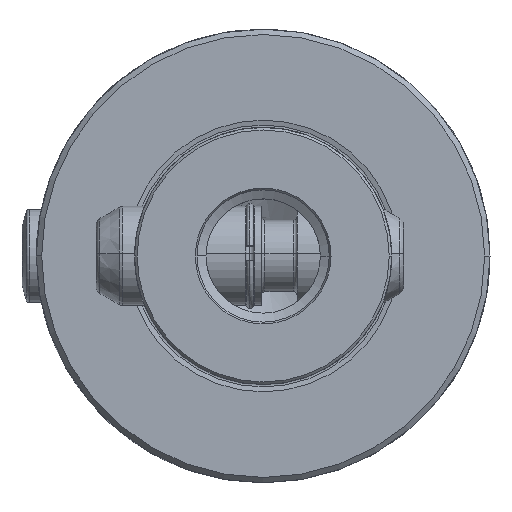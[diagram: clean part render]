
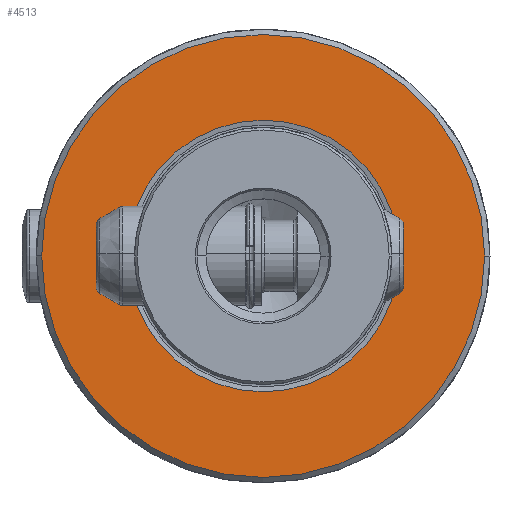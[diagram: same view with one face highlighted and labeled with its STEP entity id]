
A CAD part, left-side view. The second image highlights one B-rep face of the part: STEP entity #4513.
In plain terms, the highlighted planar face has unit normal (-1, 0, 0).
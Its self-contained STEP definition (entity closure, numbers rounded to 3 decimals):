
#122 = CARTESIAN_POINT ( 'NONE',  ( 0., -31., 0. ) ) ;
#123 = CARTESIAN_POINT ( 'NONE',  ( 0., 31., 0. ) ) ;
#124 = DIRECTION ( 'NONE',  ( 0., 0., 1. ) ) ;
#125 = DIRECTION ( 'NONE',  ( 1., 0., 0. ) ) ;
#126 = CARTESIAN_POINT ( 'NONE',  ( 0., 0., 0. ) ) ;
#127 = AXIS2_PLACEMENT_3D ( 'NONE', #126, #125, #124 ) ;
#128 = CIRCLE ( 'NONE', #127, 31. ) ;
#1036 = DIRECTION ( 'NONE',  ( 0., 0., 1. ) ) ;
#1037 = DIRECTION ( 'NONE',  ( -1., 0., 0. ) ) ;
#1038 = CARTESIAN_POINT ( 'NONE',  ( 0., 0., 0. ) ) ;
#1039 = AXIS2_PLACEMENT_3D ( 'NONE', #1038, #1037, #1036 ) ;
#1040 = CIRCLE ( 'NONE', #1039, 19.012 ) ;
#1224 = DIRECTION ( 'NONE',  ( 0., 0., 1. ) ) ;
#1225 = DIRECTION ( 'NONE',  ( 1., 0., 0. ) ) ;
#1226 = CARTESIAN_POINT ( 'NONE',  ( 0., 0., 0. ) ) ;
#1227 = AXIS2_PLACEMENT_3D ( 'NONE', #1226, #1225, #1224 ) ;
#1230 = CIRCLE ( 'NONE', #1227, 31. ) ;
#1336 = PLANE ( 'NONE',  #1337 ) ;
#1337 = AXIS2_PLACEMENT_3D ( 'NONE', #1424, #1423, #1422 ) ;
#1338 = FACE_OUTER_BOUND ( 'NONE', #4487, .T. ) ;
#1422 = DIRECTION ( 'NONE',  ( 0., 0., 1. ) ) ;
#1423 = DIRECTION ( 'NONE',  ( -1., 0., 0. ) ) ;
#1424 = CARTESIAN_POINT ( 'NONE',  ( 0., 18., 0. ) ) ;
#1466 = FACE_BOUND ( 'NONE', #4514, .T. ) ;
#2423 = CARTESIAN_POINT ( 'NONE',  ( 0., 19.012, 0. ) ) ;
#2525 = CARTESIAN_POINT ( 'NONE',  ( 0., -19.012, 0. ) ) ;
#2526 = DIRECTION ( 'NONE',  ( 0., 0., 1. ) ) ;
#2527 = DIRECTION ( 'NONE',  ( -1., 0., 0. ) ) ;
#2528 = CARTESIAN_POINT ( 'NONE',  ( 0., 0., 0. ) ) ;
#2529 = AXIS2_PLACEMENT_3D ( 'NONE', #2528, #2527, #2526 ) ;
#2530 = CIRCLE ( 'NONE', #2529, 19.012 ) ;
#4134 = EDGE_CURVE ( 'NONE', #4135, #4136, #128, .T. ) ;
#4135 = VERTEX_POINT ( 'NONE', #123 ) ;
#4136 = VERTEX_POINT ( 'NONE', #122 ) ;
#4396 = VERTEX_POINT ( 'NONE', #2423 ) ;
#4398 = EDGE_CURVE ( 'NONE', #4396, #4399, #2530, .T. ) ;
#4399 = VERTEX_POINT ( 'NONE', #2525 ) ;
#4433 = EDGE_CURVE ( 'NONE', #4399, #4396, #1040, .T. ) ;
#4486 = ORIENTED_EDGE ( 'NONE', *, *, #4398, .F. ) ;
#4487 = EDGE_LOOP ( 'NONE', ( #4488, #4489 ) ) ;
#4488 = ORIENTED_EDGE ( 'NONE', *, *, #4134, .F. ) ;
#4489 = ORIENTED_EDGE ( 'NONE', *, *, #4490, .F. ) ;
#4490 = EDGE_CURVE ( 'NONE', #4136, #4135, #1230, .T. ) ;
#4513 = ADVANCED_FACE ( 'NONE', ( #1466, #1338 ), #1336, .T. ) ;
#4514 = EDGE_LOOP ( 'NONE', ( #4515, #4486 ) ) ;
#4515 = ORIENTED_EDGE ( 'NONE', *, *, #4433, .F. ) ;
